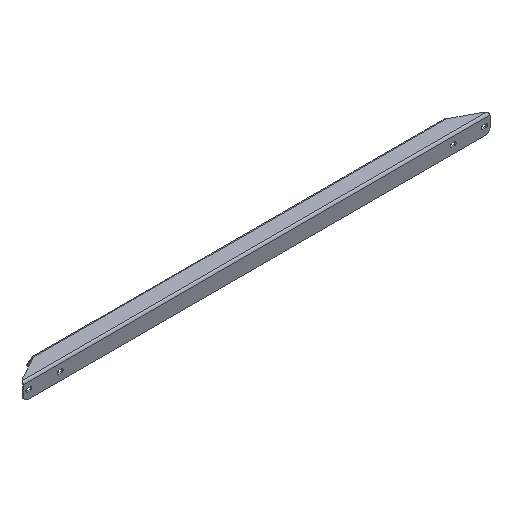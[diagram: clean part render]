
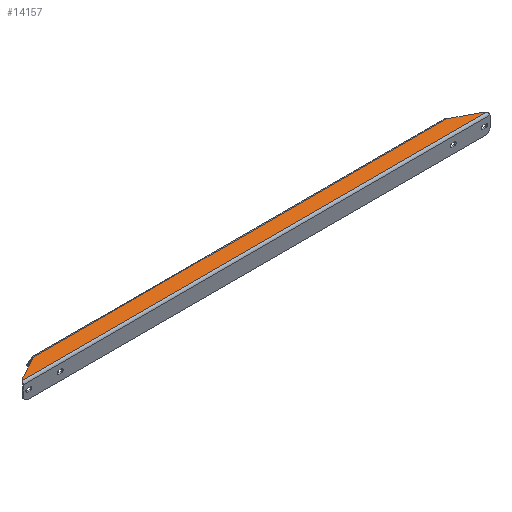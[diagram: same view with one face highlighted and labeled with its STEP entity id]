
A CAD part, isometric view. The second image highlights one B-rep face of the part: STEP entity #14157.
In plain terms, the highlighted planar face has unit normal (0, 0, 1).
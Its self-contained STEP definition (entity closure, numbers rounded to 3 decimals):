
#171 = DIRECTION ( 'NONE',  ( -0.883, 0.469, 0. ) ) ;
#529 = LINE ( 'NONE', #3213, #7228 ) ;
#631 = EDGE_CURVE ( 'NONE', #1153, #8007, #7679, .T. ) ;
#722 = AXIS2_PLACEMENT_3D ( 'NONE', #3936, #9424, #4197 ) ;
#808 = CARTESIAN_POINT ( 'NONE',  ( 428.49, 2., 16. ) ) ;
#1153 = VERTEX_POINT ( 'NONE', #808 ) ;
#1281 = DIRECTION ( 'NONE',  ( 0., 0., 1. ) ) ;
#1449 = CARTESIAN_POINT ( 'NONE',  ( 420.5, -4.014, 16. ) ) ;
#1613 = ORIENTED_EDGE ( 'NONE', *, *, #4349, .T. ) ;
#1854 = DIRECTION ( 'NONE',  ( 0., 0., -1. ) ) ;
#1864 = CARTESIAN_POINT ( 'NONE',  ( -430.5, 2., 16. ) ) ;
#2169 = VERTEX_POINT ( 'NONE', #15281 ) ;
#2365 = ORIENTED_EDGE ( 'NONE', *, *, #13097, .T. ) ;
#2914 = CARTESIAN_POINT ( 'NONE',  ( -385.812, 25.717, 16. ) ) ;
#3213 = CARTESIAN_POINT ( 'NONE',  ( 95.436, 179.824, 16. ) ) ;
#3249 = VERTEX_POINT ( 'NONE', #9024 ) ;
#3469 = EDGE_CURVE ( 'NONE', #7270, #6450, #11508, .T. ) ;
#3851 = FACE_OUTER_BOUND ( 'NONE', #11102, .T. ) ;
#3936 = CARTESIAN_POINT ( 'NONE',  ( 0., 0., 16. ) ) ;
#4197 = DIRECTION ( 'NONE',  ( -1., 0., 0. ) ) ;
#4239 = AXIS2_PLACEMENT_3D ( 'NONE', #10293, #13169, #7753 ) ;
#4265 = LINE ( 'NONE', #6698, #4529 ) ;
#4349 = EDGE_CURVE ( 'NONE', #4805, #2169, #10859, .T. ) ;
#4529 = VECTOR ( 'NONE', #9752, 1000. ) ;
#4805 = VERTEX_POINT ( 'NONE', #10791 ) ;
#4971 = EDGE_CURVE ( 'NONE', #12370, #4805, #4265, .T. ) ;
#5174 = CIRCLE ( 'NONE', #12989, 10. ) ;
#5313 = ORIENTED_EDGE ( 'NONE', *, *, #4971, .T. ) ;
#5796 = CARTESIAN_POINT ( 'NONE',  ( 382.51, 28.536, 16. ) ) ;
#6450 = VERTEX_POINT ( 'NONE', #5796 ) ;
#6698 = CARTESIAN_POINT ( 'NONE',  ( -95.436, 179.824, 16. ) ) ;
#7228 = VECTOR ( 'NONE', #171, 1000. ) ;
#7270 = VERTEX_POINT ( 'NONE', #9803 ) ;
#7589 = DIRECTION ( 'NONE',  ( -1., 0., 0. ) ) ;
#7679 = CIRCLE ( 'NONE', #14578, 10. ) ;
#7753 = DIRECTION ( 'NONE',  ( -1., 0., 0. ) ) ;
#8007 = VERTEX_POINT ( 'NONE', #16308 ) ;
#8260 = DIRECTION ( 'NONE',  ( -1., 0., 0. ) ) ;
#8343 = VECTOR ( 'NONE', #15774, 1000. ) ;
#8582 = DIRECTION ( 'NONE',  ( -1., 0., 0. ) ) ;
#8652 = DIRECTION ( 'NONE',  ( -1., 0., 0. ) ) ;
#9024 = CARTESIAN_POINT ( 'NONE',  ( -382.51, 28.536, 16. ) ) ;
#9424 = DIRECTION ( 'NONE',  ( 0., 0., -1. ) ) ;
#9752 = DIRECTION ( 'NONE',  ( -0.883, -0.469, 0. ) ) ;
#9803 = CARTESIAN_POINT ( 'NONE',  ( 385.812, 25.717, 16. ) ) ;
#10006 = CARTESIAN_POINT ( 'NONE',  ( 390.5, 34.55, 16. ) ) ;
#10293 = CARTESIAN_POINT ( 'NONE',  ( -420.5, -4.014, 16. ) ) ;
#10296 = LINE ( 'NONE', #15943, #8343 ) ;
#10782 = EDGE_CURVE ( 'NONE', #1153, #2169, #14177, .T. ) ;
#10791 = CARTESIAN_POINT ( 'NONE',  ( -425.188, 4.819, 16. ) ) ;
#10859 = CIRCLE ( 'NONE', #4239, 10. ) ;
#10921 = EDGE_CURVE ( 'NONE', #6450, #3249, #10296, .T. ) ;
#11102 = EDGE_LOOP ( 'NONE', ( #17334, #16059, #2365, #14989, #14934, #11438, #5313, #1613 ) ) ;
#11438 = ORIENTED_EDGE ( 'NONE', *, *, #14631, .T. ) ;
#11508 = CIRCLE ( 'NONE', #16647, 10. ) ;
#11797 = VECTOR ( 'NONE', #7589, 1000. ) ;
#12312 = PLANE ( 'NONE',  #722 ) ;
#12370 = VERTEX_POINT ( 'NONE', #2914 ) ;
#12531 = DIRECTION ( 'NONE',  ( 0., 0., -1. ) ) ;
#12989 = AXIS2_PLACEMENT_3D ( 'NONE', #14167, #1854, #8582 ) ;
#13097 = EDGE_CURVE ( 'NONE', #8007, #7270, #529, .T. ) ;
#13169 = DIRECTION ( 'NONE',  ( 0., 0., 1. ) ) ;
#14157 = ADVANCED_FACE ( 'NONE', ( #3851 ), #12312, .F. ) ;
#14167 = CARTESIAN_POINT ( 'NONE',  ( -390.5, 34.55, 16. ) ) ;
#14177 = LINE ( 'NONE', #1864, #11797 ) ;
#14578 = AXIS2_PLACEMENT_3D ( 'NONE', #1449, #1281, #8260 ) ;
#14631 = EDGE_CURVE ( 'NONE', #3249, #12370, #5174, .T. ) ;
#14934 = ORIENTED_EDGE ( 'NONE', *, *, #10921, .T. ) ;
#14989 = ORIENTED_EDGE ( 'NONE', *, *, #3469, .T. ) ;
#15281 = CARTESIAN_POINT ( 'NONE',  ( -428.49, 2., 16. ) ) ;
#15774 = DIRECTION ( 'NONE',  ( -1., 0., 0. ) ) ;
#15943 = CARTESIAN_POINT ( 'NONE',  ( 430.5, 28.536, 16. ) ) ;
#16059 = ORIENTED_EDGE ( 'NONE', *, *, #631, .T. ) ;
#16308 = CARTESIAN_POINT ( 'NONE',  ( 425.188, 4.819, 16. ) ) ;
#16647 = AXIS2_PLACEMENT_3D ( 'NONE', #10006, #12531, #8652 ) ;
#17334 = ORIENTED_EDGE ( 'NONE', *, *, #10782, .F. ) ;
